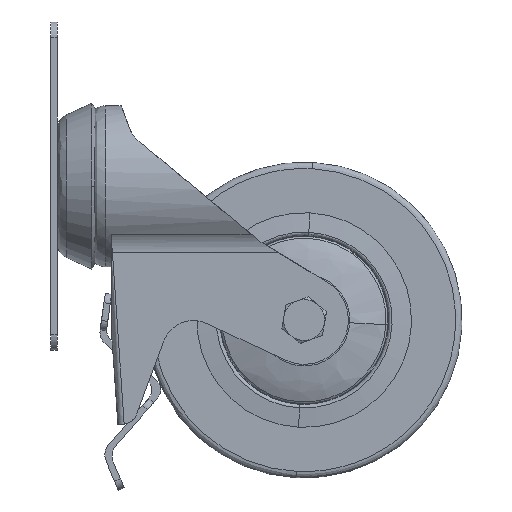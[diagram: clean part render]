
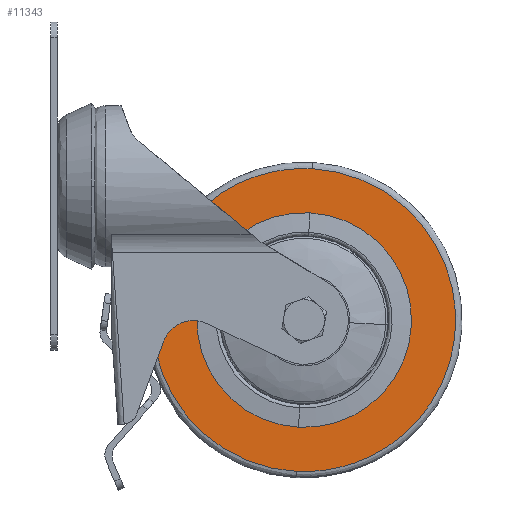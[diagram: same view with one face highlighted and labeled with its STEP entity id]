
A CAD part, left-side view. The second image highlights one B-rep face of the part: STEP entity #11343.
In plain terms, the highlighted planar face has unit normal (-1, 0, 0).
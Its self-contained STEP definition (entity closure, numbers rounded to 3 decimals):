
#51 = AXIS2_PLACEMENT_3D ( 'NONE', #2472, #9811, #6305 ) ;
#689 = EDGE_CURVE ( 'NONE', #5138, #5565, #10299, .T. ) ;
#1536 = FACE_BOUND ( 'NONE', #3399, .T. ) ;
#2175 = FACE_OUTER_BOUND ( 'NONE', #10328, .T. ) ;
#2236 = CARTESIAN_POINT ( 'NONE',  ( -13., -78.47, -76.353 ) ) ;
#2472 = CARTESIAN_POINT ( 'NONE',  ( -13., -80.252, -42.4 ) ) ;
#2552 = CARTESIAN_POINT ( 'NONE',  ( -13., 18.132, -85.304 ) ) ;
#3081 = CARTESIAN_POINT ( 'NONE',  ( -13., -80.252, -42.4 ) ) ;
#3391 = EDGE_CURVE ( 'NONE', #5565, #5138, #6325, .T. ) ;
#3399 = EDGE_LOOP ( 'NONE', ( #11348, #9014 ) ) ;
#3618 = ORIENTED_EDGE ( 'NONE', *, *, #689, .F. ) ;
#4355 = DIRECTION ( 'NONE',  ( 1., 0., 0. ) ) ;
#4722 = CARTESIAN_POINT ( 'NONE',  ( -13., -173.605, -95.364 ) ) ;
#5091 = AXIS2_PLACEMENT_3D ( 'NONE', #3081, #6569, #8510 ) ;
#5138 = VERTEX_POINT ( 'NONE', #11415 ) ;
#5424 = CARTESIAN_POINT ( 'NONE',  ( -13., 13.101, 10.564 ) ) ;
#5477 = DIRECTION ( 'NONE',  ( 0., -0.052, 0.999 ) ) ;
#5565 = VERTEX_POINT ( 'NONE', #6272 ) ;
#6272 = CARTESIAN_POINT ( 'NONE',  ( -13., -77.736, -90.334 ) ) ;
#6305 = DIRECTION ( 'NONE',  ( 0., 0.052, -0.999 ) ) ;
#6325 =( BOUNDED_CURVE ( )  B_SPLINE_CURVE ( 3, ( #7334, #2552, #5424, #7449 ),
 .UNSPECIFIED., .F., .F. ) 
 B_SPLINE_CURVE_WITH_KNOTS ( ( 4, 4 ),
 ( 0., 1. ),
 .UNSPECIFIED. ) 
 CURVE ( )  GEOMETRIC_REPRESENTATION_ITEM ( )  RATIONAL_B_SPLINE_CURVE ( ( 1., 0.333, 0.333, 1. ) ) 
 REPRESENTATION_ITEM ( '' )  );
#6477 = CARTESIAN_POINT ( 'NONE',  ( -13., -82.767, 5.534 ) ) ;
#6544 = AXIS2_PLACEMENT_3D ( 'NONE', #7250, #4355, #5477 ) ;
#6569 = DIRECTION ( 'NONE',  ( 1., 0., 0. ) ) ;
#6662 = CARTESIAN_POINT ( 'NONE',  ( -13., -178.635, 0.504 ) ) ;
#7250 = CARTESIAN_POINT ( 'NONE',  ( -13., -80.252, -42.4 ) ) ;
#7334 = CARTESIAN_POINT ( 'NONE',  ( -13., -77.736, -90.334 ) ) ;
#7449 = CARTESIAN_POINT ( 'NONE',  ( -13., -82.767, 5.534 ) ) ;
#7994 = VERTEX_POINT ( 'NONE', #2236 ) ;
#8456 = EDGE_CURVE ( 'NONE', #10981, #7994, #10678, .T. ) ;
#8510 = DIRECTION ( 'NONE',  ( 0., -0.052, 0.999 ) ) ;
#8941 = CIRCLE ( 'NONE', #6544, 34. ) ;
#9014 = ORIENTED_EDGE ( 'NONE', *, *, #10607, .T. ) ;
#9746 = ORIENTED_EDGE ( 'NONE', *, *, #3391, .F. ) ;
#9811 = DIRECTION ( 'NONE',  ( 1., 0., 0. ) ) ;
#10279 = CARTESIAN_POINT ( 'NONE',  ( -13., -77.736, -90.334 ) ) ;
#10299 =( BOUNDED_CURVE ( )  B_SPLINE_CURVE ( 3, ( #6477, #6662, #4722, #10279 ),
 .UNSPECIFIED., .F., .F. ) 
 B_SPLINE_CURVE_WITH_KNOTS ( ( 4, 4 ),
 ( 0., 1. ),
 .UNSPECIFIED. ) 
 CURVE ( )  GEOMETRIC_REPRESENTATION_ITEM ( )  RATIONAL_B_SPLINE_CURVE ( ( 1., 0.333, 0.333, 1. ) ) 
 REPRESENTATION_ITEM ( '' )  );
#10328 = EDGE_LOOP ( 'NONE', ( #9746, #3618 ) ) ;
#10607 = EDGE_CURVE ( 'NONE', #7994, #10981, #8941, .T. ) ;
#10678 = CIRCLE ( 'NONE', #5091, 34. ) ;
#10981 = VERTEX_POINT ( 'NONE', #12195 ) ;
#11044 = PLANE ( 'NONE',  #51 ) ;
#11343 = ADVANCED_FACE ( 'NONE', ( #1536, #2175 ), #11044, .F. ) ;
#11348 = ORIENTED_EDGE ( 'NONE', *, *, #8456, .T. ) ;
#11415 = CARTESIAN_POINT ( 'NONE',  ( -13., -82.767, 5.534 ) ) ;
#12195 = CARTESIAN_POINT ( 'NONE',  ( -13., -82.033, -8.447 ) ) ;
